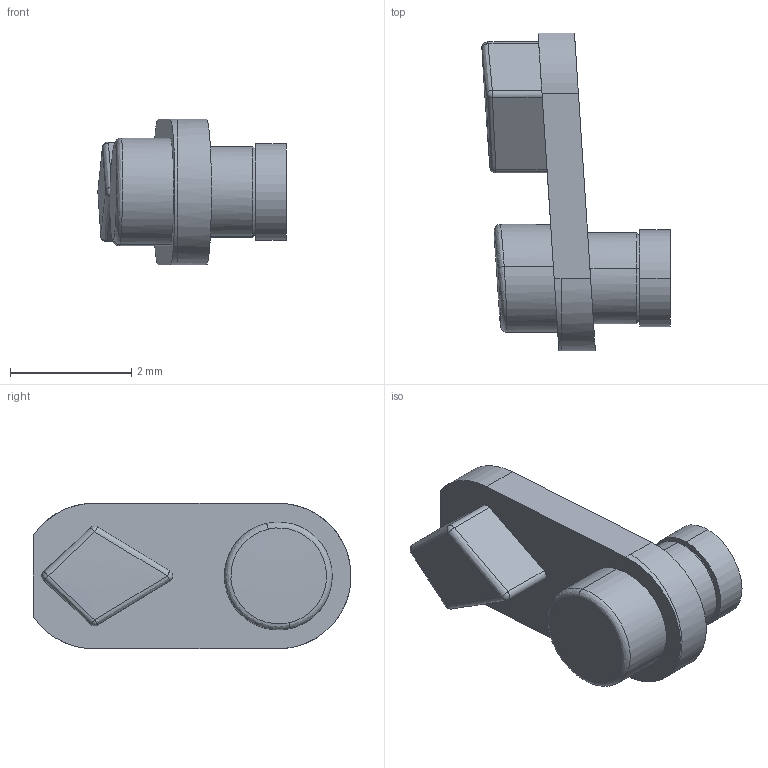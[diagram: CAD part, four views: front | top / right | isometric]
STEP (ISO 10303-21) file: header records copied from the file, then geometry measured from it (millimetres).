
FILE_DESCRIPTION((''),'2;1');
FILE_NAME('GLASS_FRAME_TOUCH_ASM','2026-02-11T16:56:55',('Administrator'),(''),'CREO PARAMETRIC BY PTC INC, 2023073','CREO PARAMETRIC BY PTC INC, 2023073','');
FILE_SCHEMA(('AUTOMOTIVE_DESIGN { 1 0 10303 214 1 1 1 1 }'));
Length unit declared in the file: millimetre
Products named in the file (3): GLASS_FRAME_TOUCH; M1-1; GLASS_FRAME_TOUCH_ASM
Assembly tree (2 placements, depth 2):
  GLASS_FRAME_TOUCH_ASM
    GLASS_FRAME_TOUCH
    M1-1
Bounding box: 3.11 x 5.25 x 2.4 mm (x, y, z)
Volume: 13.4 mm3; surface area: 64.3 mm2
Topology: 2 solids, 2 shells, 75 faces, 176 edges, 109 vertices
Faces by surface type: cylinder 32, plane 23, bspline 12, cone 4, sphere 4
Entity records: 4248 total; most frequent: CARTESIAN_POINT 2139, ORIENTED_EDGE 348, DIRECTION 295, EDGE_CURVE 174, VERTEX_POINT 109, COLOUR_RGB 107, AXIS2_PLACEMENT_3D 106, PRESENTATION_STYLE_ASSIGNMENT 87
